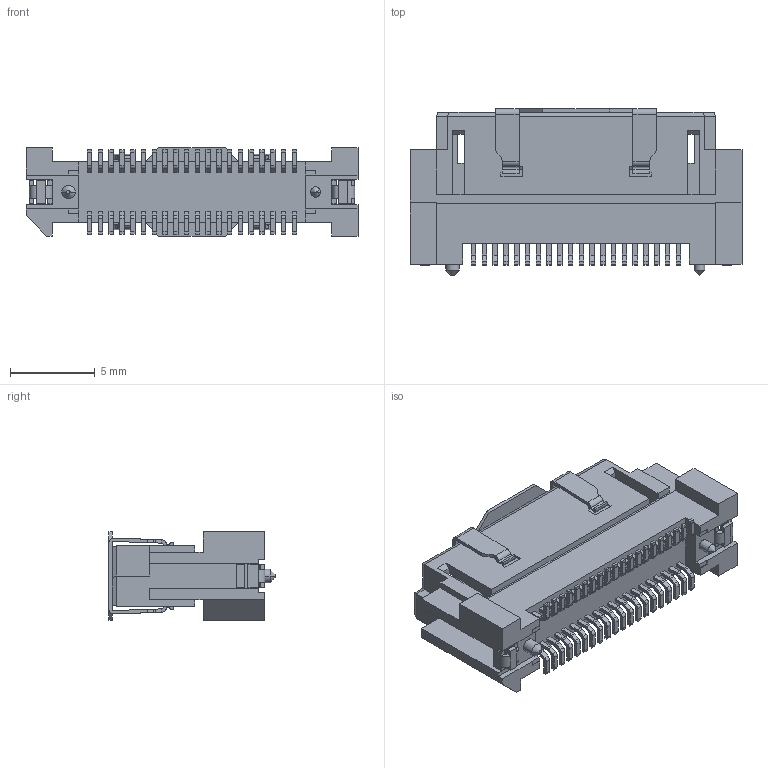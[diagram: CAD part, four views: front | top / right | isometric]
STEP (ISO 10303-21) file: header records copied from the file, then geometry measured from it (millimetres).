
FILE_DESCRIPTION((''),'2;1');
FILE_NAME('536270474','2021-03-31T',('gga'),(''),'PRO/ENGINEER BY PARAMETRIC TECHNOLOGY CORPORATION, 2016010','PRO/ENGINEER BY PARAMETRIC TECHNOLOGY CORPORATION, 2016010','');
FILE_SCHEMA(('CONFIG_CONTROL_DESIGN'));
Length unit declared in the file: millimetre
Products named in the file (1): 536270474
Bounding box: 19.57 x 9.8 x 5.2 mm (x, y, z)
Volume: 416.4 mm3; surface area: 948.3 mm2
Topology: 1 solids, 1 shells, 1049 faces, 3183 edges, 2166 vertices
Faces by surface type: plane 835, cylinder 210, cone 4
Entity records: 35115 total; most frequent: CARTESIAN_POINT 6294, ORIENTED_EDGE 6012, DIRECTION 5691, EDGE_CURVE 3006, VECTOR 2731, LINE 2731, VERTEX_POINT 1988, AXIS2_PLACEMENT_3D 1480
